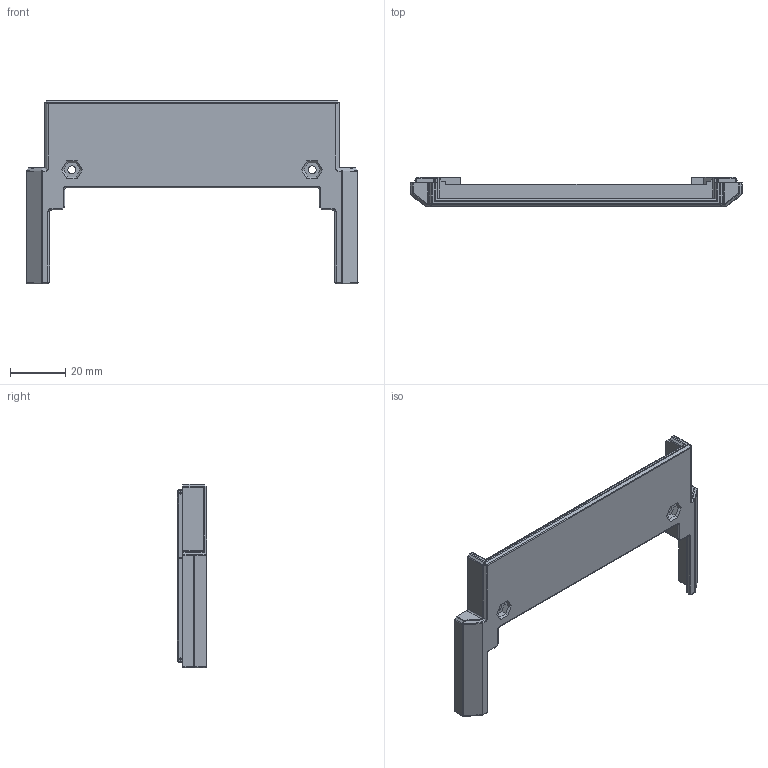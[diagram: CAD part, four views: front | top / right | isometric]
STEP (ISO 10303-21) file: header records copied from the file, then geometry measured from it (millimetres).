
FILE_DESCRIPTION(/* description */ (''),/* implementation_level */ '2;1');
FILE_NAME(/* name */ 'TinyNES_Famicom_Adapter_Back.step',/* time_stamp */ '2022-03-12T18:04:41-05:00',/* author */ (''),/* organization */ (''),/* preprocessor_version */ 'ST-DEVELOPER v18.1',/* originating_system */ 'Autodesk Translation Framework v10.13.0.1454',/* authorisation */ '');
FILE_SCHEMA (('AUTOMOTIVE_DESIGN { 1 0 10303 214 3 1 1 }'));
Length unit declared in the file: millimetre
Products named in the file (1): TinyNES_Famicom_Adapter_Back
Bounding box: 120 x 10.65 x 66.5 mm (x, y, z)
Volume: 17420.8 mm3; surface area: 13451.4 mm2
Topology: 1 solids, 1 shells, 340 faces, 773 edges, 444 vertices
Faces by surface type: plane 181, cylinder 101, sphere 36, bspline 14, torus 6, cone 2
Full cylindrical faces by diameter (mm): 2.9 x2, 6 x2
Entity records: 9574 total; most frequent: CARTESIAN_POINT 1866, DIRECTION 1653, ORIENTED_EDGE 1546, EDGE_CURVE 773, AXIS2_PLACEMENT_3D 553, LINE 547, VECTOR 547, VERTEX_POINT 444
